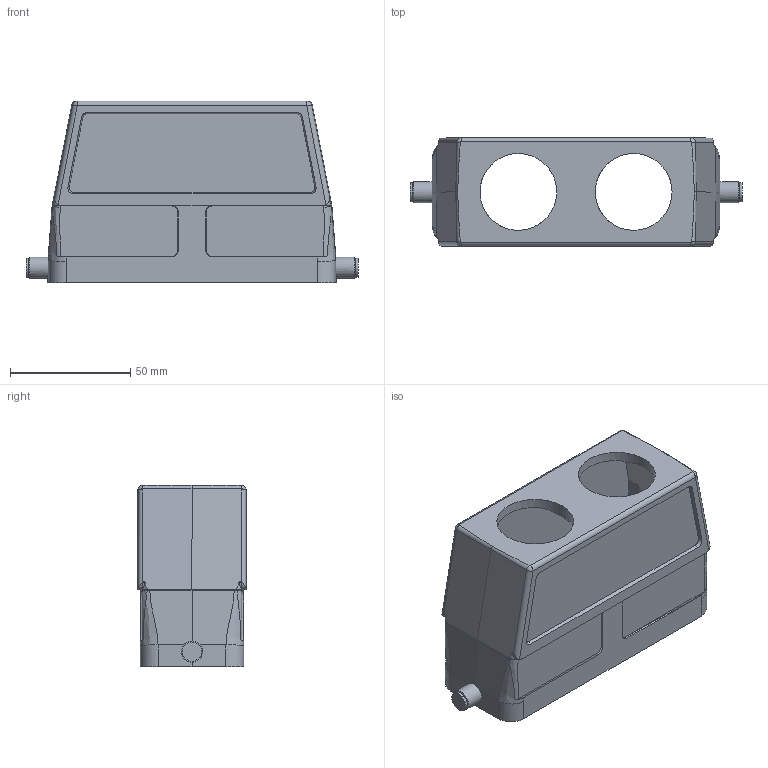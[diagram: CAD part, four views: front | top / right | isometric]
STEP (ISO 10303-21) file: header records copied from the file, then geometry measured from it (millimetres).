
FILE_DESCRIPTION(/* description */ (''),/* implementation_level */ '2;1');
FILE_NAME(/* name */ '100689082ugm000_b.stp',/* time_stamp */ '2020-02-25T12:41:48+01:00',/* author */ (''),/* organization */ (''),/* preprocessor_version */ 'ST-DEVELOPER v16.7',/* originating_system */ 'SIEMENS PLM Software NX 12.0',/* authorisation */ '');
FILE_SCHEMA (('AUTOMOTIVE_DESIGN { 1 0 10303 214 3 1 1 1 }'));
Length unit declared in the file: millimetre
Products named in the file (1): 100689082ugm000_b
Bounding box: 138.2 x 45 x 75.6 mm (x, y, z)
Volume: 92615.1 mm3; surface area: 51876.8 mm2
Topology: 1 solids, 1 shells, 303 faces, 801 edges, 524 vertices
Faces by surface type: plane 179, cylinder 55, cone 34, bspline 29, sphere 4, torus 2
Full cylindrical faces by diameter (mm): 2.74 x4, 4 x2, 8 x2, 8.8 x2, 32 x2
Entity records: 11732 total; most frequent: CARTESIAN_POINT 3766, ORIENTED_EDGE 1528, DIRECTION 1340, EDGE_CURVE 764, VERTEX_POINT 509, AXIS2_PLACEMENT_3D 448, LINE 444, VECTOR 444
